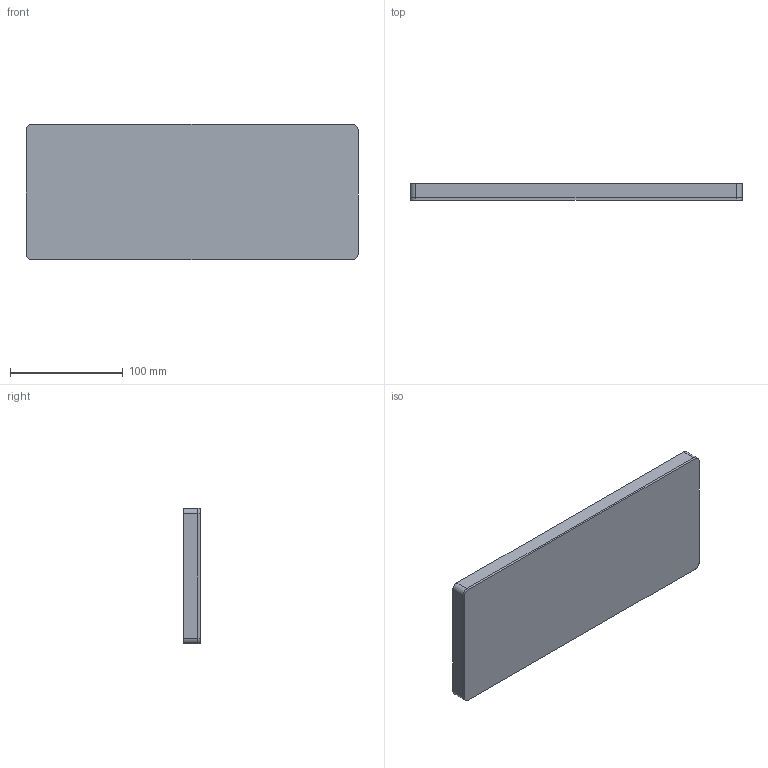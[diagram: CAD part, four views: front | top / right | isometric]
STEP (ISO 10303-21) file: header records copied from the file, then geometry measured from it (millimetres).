
FILE_DESCRIPTION(/* description */ ('STEP AP242','CAx-IF Rec.Pracs.---Representation and Presentation of Product Manufacturing Information (PMI)---4.0---2014-10-13','CAx-IF Rec.Pracs.---3D Tessellated Geometry---0.4---2014-09-14','2;1'),/* implementation_level */ '2;1');
FILE_NAME(/* name */ '67ad51a511996b0890720718',/* time_stamp */ '2025-02-13T01:57:59Z',/* author */ (''),/* organization */ (''),/* preprocessor_version */ 'ST-DEVELOPER v20',/* originating_system */ 'ONSHAPE BY PTC INC, 1.193',/* authorisation */ ' ');
FILE_SCHEMA (('AP242_MANAGED_MODEL_BASED_3D_ENGINEERING_MIM_LF { 1 0 10303 442 1 1 4 }'));
Length unit declared in the file: metre
Products named in the file (3): Part 2; Part 1; Part 3
Bounding box: 294.56 x 14.5 x 120.09 mm (x, y, z)
Volume: 168009.3 mm3; surface area: 176917.2 mm2
Topology: 3 solids, 3 shells, 1189 faces, 3479 edges, 2314 vertices
Faces by surface type: plane 672, cylinder 509, torus 8
Full cylindrical faces by diameter (mm): 2.1 x5
Entity records: 40160 total; most frequent: CARTESIAN_POINT 6986, ORIENTED_EDGE 6948, DIRECTION 6880, EDGE_CURVE 3474, LINE 2448, VECTOR 2448, VERTEX_POINT 2314, AXIS2_PLACEMENT_3D 2216
